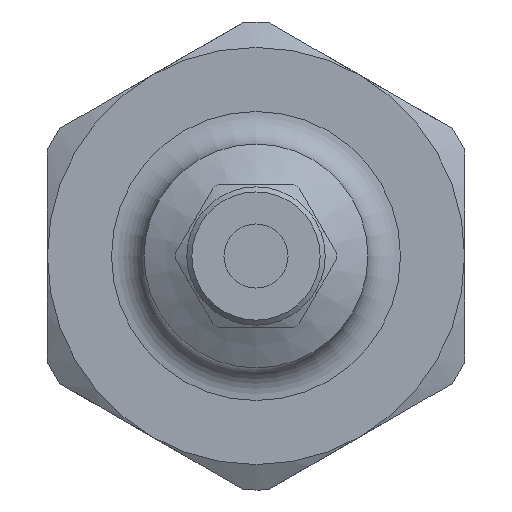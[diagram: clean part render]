
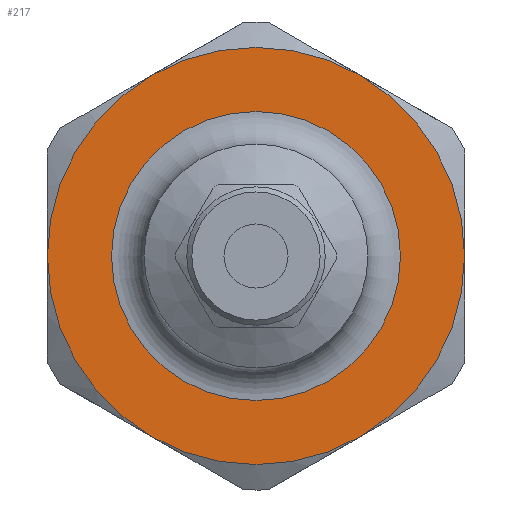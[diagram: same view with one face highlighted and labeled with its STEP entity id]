
A CAD part, front view. The second image highlights one B-rep face of the part: STEP entity #217.
In plain terms, the highlighted planar face has unit normal (0, -1, 0).
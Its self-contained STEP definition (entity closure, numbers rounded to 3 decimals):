
#217 = ADVANCED_FACE( '', ( #467, #468 ), #469, .T. );
#467 = FACE_OUTER_BOUND( '', #720, .T. );
#468 = FACE_BOUND( '', #721, .T. );
#469 = PLANE( '', #722 );
#720 = EDGE_LOOP( '', ( #1217, #1218, #1219, #1220, #1221, #1222 ) );
#721 = EDGE_LOOP( '', ( #1223 ) );
#722 = AXIS2_PLACEMENT_3D( '', #1224, #1225, #1226 );
#1217 = ORIENTED_EDGE( '', *, *, #1364, .T. );
#1218 = ORIENTED_EDGE( '', *, *, #1393, .T. );
#1219 = ORIENTED_EDGE( '', *, *, #1481, .T. );
#1220 = ORIENTED_EDGE( '', *, *, #1482, .T. );
#1221 = ORIENTED_EDGE( '', *, *, #1374, .T. );
#1222 = ORIENTED_EDGE( '', *, *, #1305, .T. );
#1223 = ORIENTED_EDGE( '', *, *, #1466, .F. );
#1224 = CARTESIAN_POINT( '', ( 0., -13.9, 20.5 ) );
#1225 = DIRECTION( '', ( 0., -1., 0. ) );
#1226 = DIRECTION( '', ( 0., 0., 1. ) );
#1305 = EDGE_CURVE( '', #1514, #1512, #1515, .T. );
#1364 = EDGE_CURVE( '', #1512, #1612, #1613, .T. );
#1374 = EDGE_CURVE( '', #1627, #1514, #1628, .T. );
#1393 = EDGE_CURVE( '', #1612, #1608, #1656, .T. );
#1466 = EDGE_CURVE( '', #1755, #1755, #1756, .T. );
#1481 = EDGE_CURVE( '', #1608, #1681, #1772, .T. );
#1482 = EDGE_CURVE( '', #1681, #1627, #1773, .T. );
#1512 = VERTEX_POINT( '', #1824 );
#1514 = VERTEX_POINT( '', #1831 );
#1515 = CIRCLE( '', #1832, 20.5 );
#1608 = VERTEX_POINT( '', #1958 );
#1612 = VERTEX_POINT( '', #1974 );
#1613 = CIRCLE( '', #1975, 20.5 );
#1627 = VERTEX_POINT( '', #2007 );
#1628 = CIRCLE( '', #2008, 20.5 );
#1656 = CIRCLE( '', #2113, 20.5 );
#1681 = VERTEX_POINT( '', #2150 );
#1755 = VERTEX_POINT( '', #2328 );
#1756 = CIRCLE( '', #2329, 14.2 );
#1772 = CIRCLE( '', #2355, 20.5 );
#1773 = CIRCLE( '', #2356, 20.5 );
#1824 = CARTESIAN_POINT( '', ( -10.25, -13.9, 17.754 ) );
#1831 = CARTESIAN_POINT( '', ( 10.25, -13.9, 17.754 ) );
#1832 = AXIS2_PLACEMENT_3D( '', #2377, #2378, #2379 );
#1958 = CARTESIAN_POINT( '', ( -10.25, -13.9, -17.754 ) );
#1974 = CARTESIAN_POINT( '', ( -20.5, -13.9, 0. ) );
#1975 = AXIS2_PLACEMENT_3D( '', #2469, #2470, #2471 );
#2007 = CARTESIAN_POINT( '', ( 20.5, -13.9, 0. ) );
#2008 = AXIS2_PLACEMENT_3D( '', #2480, #2481, #2482 );
#2113 = AXIS2_PLACEMENT_3D( '', #2504, #2505, #2506 );
#2150 = CARTESIAN_POINT( '', ( 10.25, -13.9, -17.754 ) );
#2328 = CARTESIAN_POINT( '', ( 0., -13.9, 14.2 ) );
#2329 = AXIS2_PLACEMENT_3D( '', #2572, #2573, #2574 );
#2355 = AXIS2_PLACEMENT_3D( '', #2588, #2589, #2590 );
#2356 = AXIS2_PLACEMENT_3D( '', #2591, #2592, #2593 );
#2377 = CARTESIAN_POINT( '', ( 0., -13.9, 0. ) );
#2378 = DIRECTION( '', ( 0., -1., 0. ) );
#2379 = DIRECTION( '', ( 0., 0., 1. ) );
#2469 = CARTESIAN_POINT( '', ( 0., -13.9, 0. ) );
#2470 = DIRECTION( '', ( 0., -1., 0. ) );
#2471 = DIRECTION( '', ( 0., 0., 1. ) );
#2480 = CARTESIAN_POINT( '', ( 0., -13.9, 0. ) );
#2481 = DIRECTION( '', ( 0., -1., 0. ) );
#2482 = DIRECTION( '', ( 0., 0., 1. ) );
#2504 = CARTESIAN_POINT( '', ( 0., -13.9, 0. ) );
#2505 = DIRECTION( '', ( 0., -1., 0. ) );
#2506 = DIRECTION( '', ( 0., 0., 1. ) );
#2572 = CARTESIAN_POINT( '', ( 0., -13.9, 0. ) );
#2573 = DIRECTION( '', ( 0., -1., 0. ) );
#2574 = DIRECTION( '', ( 0., 0., 1. ) );
#2588 = CARTESIAN_POINT( '', ( 0., -13.9, 0. ) );
#2589 = DIRECTION( '', ( 0., -1., 0. ) );
#2590 = DIRECTION( '', ( 0., 0., 1. ) );
#2591 = CARTESIAN_POINT( '', ( 0., -13.9, 0. ) );
#2592 = DIRECTION( '', ( 0., -1., 0. ) );
#2593 = DIRECTION( '', ( 0., 0., 1. ) );
